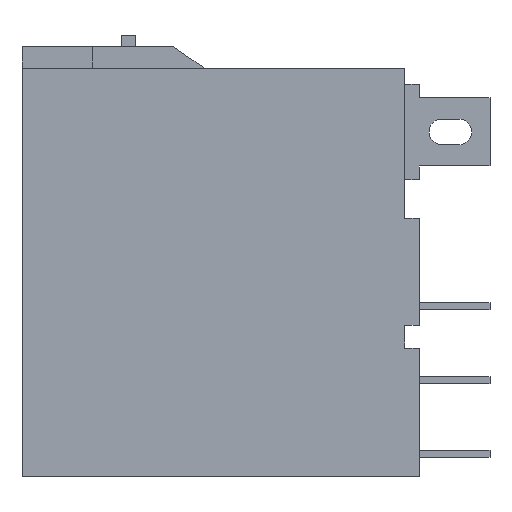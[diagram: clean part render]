
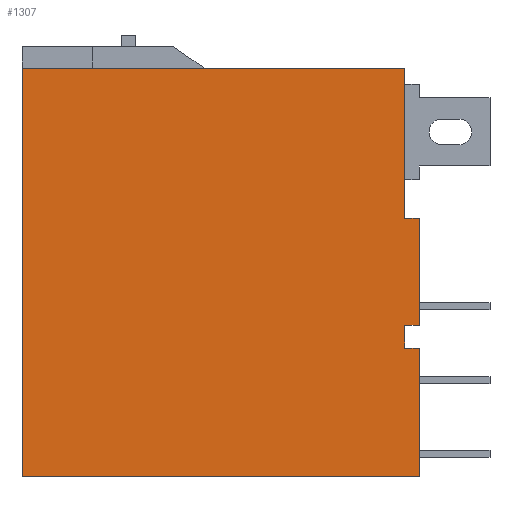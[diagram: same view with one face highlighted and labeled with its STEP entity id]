
A CAD part, left-side view. The second image highlights one B-rep face of the part: STEP entity #1307.
In plain terms, the highlighted planar face has unit normal (-1, 0, 0).
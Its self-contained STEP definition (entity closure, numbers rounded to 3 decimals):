
#34 = VERTEX_POINT ( 'NONE', #2872 ) ;
#102 = EDGE_CURVE ( 'NONE', #314, #2613, #956, .T. ) ;
#124 = VERTEX_POINT ( 'NONE', #492 ) ;
#181 = CARTESIAN_POINT ( 'NONE',  ( -6.35, 1., -4.55 ) ) ;
#182 = VERTEX_POINT ( 'NONE', #1697 ) ;
#198 = DIRECTION ( 'NONE',  ( 0., 1., 0. ) ) ;
#228 = VECTOR ( 'NONE', #198, 1000. ) ;
#280 = CARTESIAN_POINT ( 'NONE',  ( -6.35, 1., 9.1 ) ) ;
#314 = VERTEX_POINT ( 'NONE', #2693 ) ;
#464 = DIRECTION ( 'NONE',  ( 0., 0., -1. ) ) ;
#468 = EDGE_CURVE ( 'NONE', #124, #1987, #1598, .T. ) ;
#471 = LINE ( 'NONE', #280, #893 ) ;
#492 = CARTESIAN_POINT ( 'NONE',  ( -6.35, 0., -5.35 ) ) ;
#493 = EDGE_CURVE ( 'NONE', #1021, #1365, #1827, .T. ) ;
#561 = VECTOR ( 'NONE', #1869, 1000. ) ;
#614 = AXIS2_PLACEMENT_3D ( 'NONE', #2256, #1193, #1821 ) ;
#653 = EDGE_LOOP ( 'NONE', ( #2078, #2514, #1875, #1254, #2717, #2687, #2581, #2214, #2029, #818 ) ) ;
#681 = DIRECTION ( 'NONE',  ( 0., 0., 1. ) ) ;
#692 = CARTESIAN_POINT ( 'NONE',  ( -6.35, 1., 14.4 ) ) ;
#726 = VERTEX_POINT ( 'NONE', #2616 ) ;
#750 = EDGE_CURVE ( 'NONE', #124, #182, #2920, .T. ) ;
#799 = VECTOR ( 'NONE', #464, 1000. ) ;
#818 = ORIENTED_EDGE ( 'NONE', *, *, #2780, .F. ) ;
#887 = CARTESIAN_POINT ( 'NONE',  ( -6.35, 0., -14.4 ) ) ;
#893 = VECTOR ( 'NONE', #1652, 1000. ) ;
#895 = EDGE_CURVE ( 'NONE', #1021, #2506, #471, .T. ) ;
#956 = LINE ( 'NONE', #1635, #561 ) ;
#982 = EDGE_CURVE ( 'NONE', #726, #1365, #2739, .T. ) ;
#1021 = VERTEX_POINT ( 'NONE', #692 ) ;
#1053 = LINE ( 'NONE', #2879, #2551 ) ;
#1066 = LINE ( 'NONE', #181, #2884 ) ;
#1114 = EDGE_CURVE ( 'NONE', #1987, #726, #1724, .T. ) ;
#1152 = CARTESIAN_POINT ( 'NONE',  ( -6.35, 28., 0. ) ) ;
#1166 = DIRECTION ( 'NONE',  ( 0., 1., 0. ) ) ;
#1193 = DIRECTION ( 'NONE',  ( 1., 0., 0. ) ) ;
#1224 = CARTESIAN_POINT ( 'NONE',  ( -6.35, 0., -3.75 ) ) ;
#1254 = ORIENTED_EDGE ( 'NONE', *, *, #895, .F. ) ;
#1307 = ADVANCED_FACE ( 'NONE', ( #2117 ), #2720, .F. ) ;
#1329 = VECTOR ( 'NONE', #2108, 1000. ) ;
#1365 = VERTEX_POINT ( 'NONE', #2495 ) ;
#1423 = VECTOR ( 'NONE', #1166, 1000. ) ;
#1441 = CARTESIAN_POINT ( 'NONE',  ( -6.35, 1., 3.8 ) ) ;
#1598 = LINE ( 'NONE', #1620, #799 ) ;
#1620 = CARTESIAN_POINT ( 'NONE',  ( -6.35, 0., 0. ) ) ;
#1635 = CARTESIAN_POINT ( 'NONE',  ( -6.35, 0., 0. ) ) ;
#1652 = DIRECTION ( 'NONE',  ( 0., 0., -1. ) ) ;
#1669 = EDGE_CURVE ( 'NONE', #34, #2613, #2312, .T. ) ;
#1678 = CARTESIAN_POINT ( 'NONE',  ( -6.35, 0.5, -3.75 ) ) ;
#1697 = CARTESIAN_POINT ( 'NONE',  ( -6.35, 1., -5.35 ) ) ;
#1724 = LINE ( 'NONE', #2579, #1329 ) ;
#1798 = EDGE_CURVE ( 'NONE', #314, #2506, #1053, .T. ) ;
#1821 = DIRECTION ( 'NONE',  ( 0., 0., -1. ) ) ;
#1827 = LINE ( 'NONE', #2522, #1423 ) ;
#1869 = DIRECTION ( 'NONE',  ( 0., 0., -1. ) ) ;
#1875 = ORIENTED_EDGE ( 'NONE', *, *, #1798, .T. ) ;
#1964 = DIRECTION ( 'NONE',  ( 0., 1., 0. ) ) ;
#1987 = VERTEX_POINT ( 'NONE', #887 ) ;
#1995 = VECTOR ( 'NONE', #2764, 1000. ) ;
#2029 = ORIENTED_EDGE ( 'NONE', *, *, #750, .T. ) ;
#2078 = ORIENTED_EDGE ( 'NONE', *, *, #1669, .T. ) ;
#2108 = DIRECTION ( 'NONE',  ( 0., 1., 0. ) ) ;
#2117 = FACE_OUTER_BOUND ( 'NONE', #653, .T. ) ;
#2214 = ORIENTED_EDGE ( 'NONE', *, *, #468, .F. ) ;
#2256 = CARTESIAN_POINT ( 'NONE',  ( -6.35, 0., 14.4 ) ) ;
#2274 = VECTOR ( 'NONE', #681, 1000. ) ;
#2312 = LINE ( 'NONE', #1678, #1995 ) ;
#2433 = CARTESIAN_POINT ( 'NONE',  ( -6.35, 0.5, -5.35 ) ) ;
#2495 = CARTESIAN_POINT ( 'NONE',  ( -6.35, 28., 14.4 ) ) ;
#2506 = VERTEX_POINT ( 'NONE', #1441 ) ;
#2514 = ORIENTED_EDGE ( 'NONE', *, *, #102, .F. ) ;
#2522 = CARTESIAN_POINT ( 'NONE',  ( -6.35, 14.5, 14.4 ) ) ;
#2551 = VECTOR ( 'NONE', #1964, 1000. ) ;
#2579 = CARTESIAN_POINT ( 'NONE',  ( -6.35, 14., -14.4 ) ) ;
#2581 = ORIENTED_EDGE ( 'NONE', *, *, #1114, .F. ) ;
#2613 = VERTEX_POINT ( 'NONE', #1224 ) ;
#2616 = CARTESIAN_POINT ( 'NONE',  ( -6.35, 28., -14.4 ) ) ;
#2687 = ORIENTED_EDGE ( 'NONE', *, *, #982, .F. ) ;
#2693 = CARTESIAN_POINT ( 'NONE',  ( -6.35, 0., 3.8 ) ) ;
#2717 = ORIENTED_EDGE ( 'NONE', *, *, #493, .T. ) ;
#2720 = PLANE ( 'NONE',  #614 ) ;
#2739 = LINE ( 'NONE', #1152, #2274 ) ;
#2764 = DIRECTION ( 'NONE',  ( 0., -1., 0. ) ) ;
#2780 = EDGE_CURVE ( 'NONE', #34, #182, #1066, .T. ) ;
#2872 = CARTESIAN_POINT ( 'NONE',  ( -6.35, 1., -3.75 ) ) ;
#2879 = CARTESIAN_POINT ( 'NONE',  ( -6.35, 0.5, 3.8 ) ) ;
#2880 = DIRECTION ( 'NONE',  ( 0., 0., -1. ) ) ;
#2884 = VECTOR ( 'NONE', #2880, 1000. ) ;
#2920 = LINE ( 'NONE', #2433, #228 ) ;
